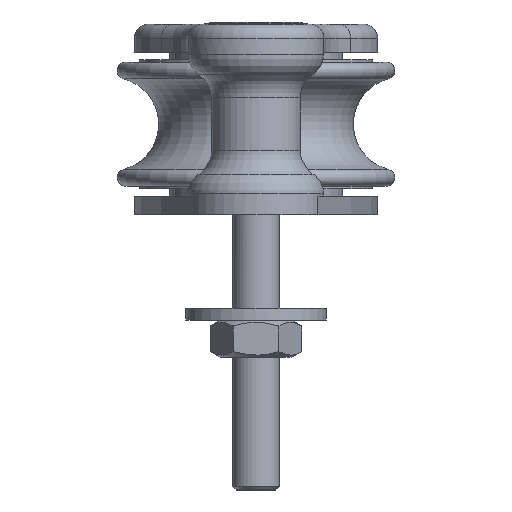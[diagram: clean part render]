
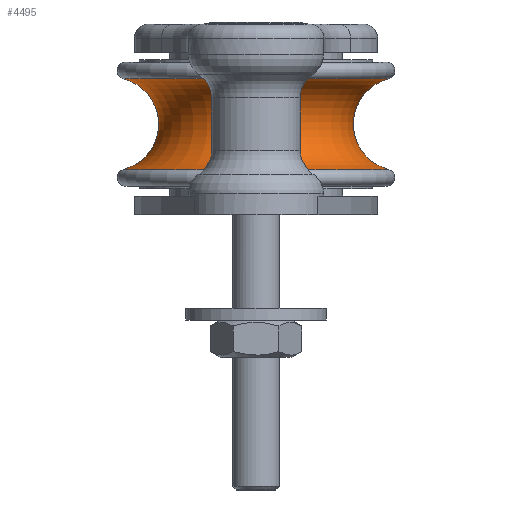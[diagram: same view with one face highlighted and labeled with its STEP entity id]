
A CAD part, left-side view. The second image highlights one B-rep face of the part: STEP entity #4495.
In plain terms, the highlighted toroidal (fillet/blend) face has major radius 30.8 mm and minor radius 10 mm.
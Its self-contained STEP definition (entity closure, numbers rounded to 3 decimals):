
#40=TOROIDAL_SURFACE('',#5079,30.8,10.);
#860=FACE_BOUND('',#1695,.T.);
#1190=FACE_OUTER_BOUND('',#1694,.T.);
#1694=EDGE_LOOP('',(#4028));
#1695=EDGE_LOOP('',(#4029));
#2029=CIRCLE('',#5078,28.342);
#2030=CIRCLE('',#5080,28.342);
#2449=VERTEX_POINT('',#7898);
#2450=VERTEX_POINT('',#7901);
#2991=EDGE_CURVE('',#2449,#2449,#2029,.T.);
#2992=EDGE_CURVE('',#2450,#2450,#2030,.T.);
#4028=ORIENTED_EDGE('',*,*,#2992,.F.);
#4029=ORIENTED_EDGE('',*,*,#2991,.T.);
#4495=ADVANCED_FACE('',(#1190,#860),#40,.F.);
#5078=AXIS2_PLACEMENT_3D('',#7899,#6419,#6420);
#5079=AXIS2_PLACEMENT_3D('',#7900,#6421,#6422);
#5080=AXIS2_PLACEMENT_3D('',#7902,#6423,#6424);
#6419=DIRECTION('center_axis',(0.,0.,1.));
#6420=DIRECTION('ref_axis',(-1.,0.,0.));
#6421=DIRECTION('center_axis',(0.,0.,1.));
#6422=DIRECTION('ref_axis',(0.,1.,0.));
#6423=DIRECTION('center_axis',(0.,0.,1.));
#6424=DIRECTION('ref_axis',(-1.,0.,0.));
#7898=CARTESIAN_POINT('',(-288.342,0.,9.645));
#7899=CARTESIAN_POINT('Origin',(-260.,0.,9.645));
#7900=CARTESIAN_POINT('Origin',(-260.,0.,19.338));
#7901=CARTESIAN_POINT('',(-288.342,0.,29.031));
#7902=CARTESIAN_POINT('Origin',(-260.,0.,29.031));
